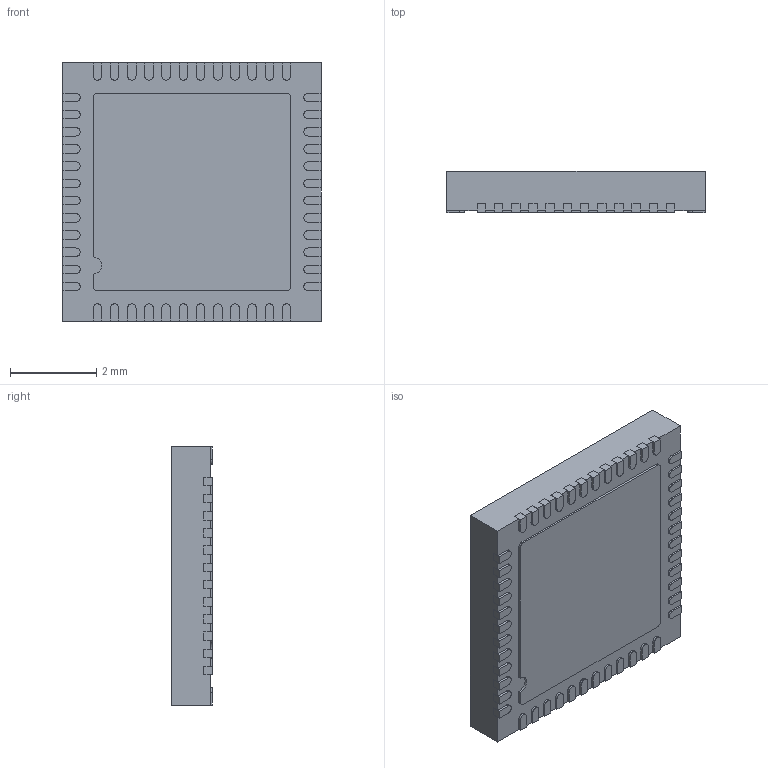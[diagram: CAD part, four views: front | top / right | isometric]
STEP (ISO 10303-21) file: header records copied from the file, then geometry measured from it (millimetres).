
FILE_DESCRIPTION (( 'STEP AP214' ), '1' );
FILE_NAME ('NRF51822-QFAC-R7.STEP', '2023-03-28T09:44:09', ( '' ), ( '' ), 'SwSTEP 2.0', 'SolidWorks 2021', '' );
FILE_SCHEMA (( 'AUTOMOTIVE_DESIGN' ));
Length unit declared in the file: millimetre
Products named in the file (1): NRF51822-QFAC-R7
Bounding box: 6 x 0.95 x 6 mm (x, y, z)
Volume: 33.6 mm3; surface area: 166 mm2
Topology: 51 solids, 51 shells, 540 faces, 1308 edges, 872 vertices
Faces by surface type: plane 406, cylinder 134
Entity records: 16184 total; most frequent: CARTESIAN_POINT 2721, DIRECTION 2658, ORIENTED_EDGE 2616, EDGE_CURVE 1308, VECTOR 1040, LINE 1040, VERTEX_POINT 872, AXIS2_PLACEMENT_3D 809
